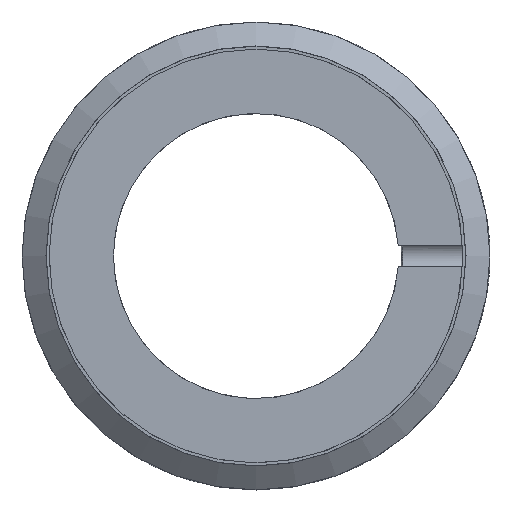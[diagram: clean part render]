
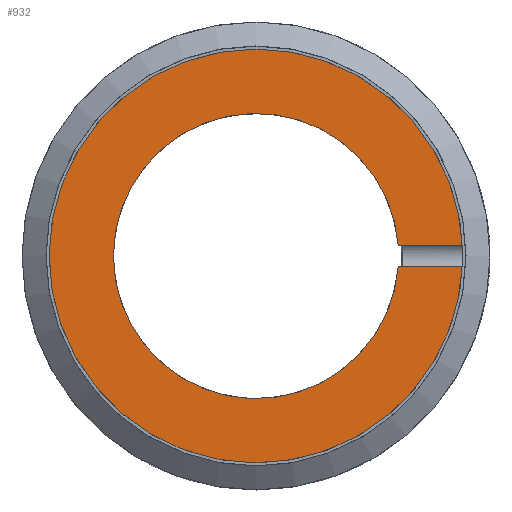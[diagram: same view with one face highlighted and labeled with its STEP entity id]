
A CAD part, top view. The second image highlights one B-rep face of the part: STEP entity #932.
In plain terms, the highlighted planar face has unit normal (0, 0, 1).
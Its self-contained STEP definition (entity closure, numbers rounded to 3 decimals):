
#58=CIRCLE('',#1021,14.15);
#59=CIRCLE('',#1022,14.15);
#60=CIRCLE('',#1023,9.75);
#123=FACE_OUTER_BOUND('',#176,.T.);
#176=EDGE_LOOP('',(#717,#718,#719,#720,#721));
#262=LINE('',#2042,#306);
#263=LINE('',#2045,#307);
#306=VECTOR('',#1192,10.);
#307=VECTOR('',#1195,10.);
#416=VERTEX_POINT('',#2036);
#417=VERTEX_POINT('',#2037);
#418=VERTEX_POINT('',#2039);
#419=VERTEX_POINT('',#2041);
#420=VERTEX_POINT('',#2043);
#536=EDGE_CURVE('',#416,#417,#58,.T.);
#537=EDGE_CURVE('',#417,#418,#59,.T.);
#538=EDGE_CURVE('',#418,#419,#262,.T.);
#539=EDGE_CURVE('',#420,#419,#60,.T.);
#540=EDGE_CURVE('',#420,#416,#263,.T.);
#717=ORIENTED_EDGE('',*,*,#536,.T.);
#718=ORIENTED_EDGE('',*,*,#537,.T.);
#719=ORIENTED_EDGE('',*,*,#538,.T.);
#720=ORIENTED_EDGE('',*,*,#539,.F.);
#721=ORIENTED_EDGE('',*,*,#540,.T.);
#895=PLANE('',#1020);
#932=ADVANCED_FACE('',(#123),#895,.T.);
#1020=AXIS2_PLACEMENT_3D('',#2035,#1186,#1187);
#1021=AXIS2_PLACEMENT_3D('',#2038,#1188,#1189);
#1022=AXIS2_PLACEMENT_3D('',#2040,#1190,#1191);
#1023=AXIS2_PLACEMENT_3D('',#2044,#1193,#1194);
#1186=DIRECTION('center_axis',(0.,0.,1.));
#1187=DIRECTION('ref_axis',(1.,0.,0.));
#1188=DIRECTION('center_axis',(0.,0.,1.));
#1189=DIRECTION('ref_axis',(1.,0.,0.));
#1190=DIRECTION('center_axis',(0.,0.,1.));
#1191=DIRECTION('ref_axis',(1.,0.,0.));
#1192=DIRECTION('',(-1.,0.,0.));
#1193=DIRECTION('center_axis',(0.,0.,1.));
#1194=DIRECTION('ref_axis',(1.,0.,0.));
#1195=DIRECTION('',(1.,0.,0.));
#2035=CARTESIAN_POINT('Origin',(0.,-9.75,5.525));
#2036=CARTESIAN_POINT('',(14.132,0.714,5.525));
#2037=CARTESIAN_POINT('',(0.,14.15,5.525));
#2038=CARTESIAN_POINT('Origin',(0.,0.,5.525));
#2039=CARTESIAN_POINT('',(14.132,-0.714,5.525));
#2040=CARTESIAN_POINT('Origin',(0.,0.,5.525));
#2041=CARTESIAN_POINT('',(9.724,-0.714,5.525));
#2042=CARTESIAN_POINT('',(0.,-0.714,5.525));
#2043=CARTESIAN_POINT('',(9.724,0.714,5.525));
#2044=CARTESIAN_POINT('Origin',(0.,0.,5.525));
#2045=CARTESIAN_POINT('',(0.,0.714,5.525));
